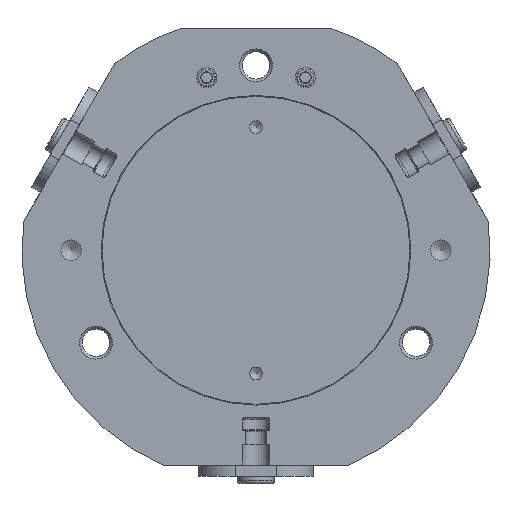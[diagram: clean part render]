
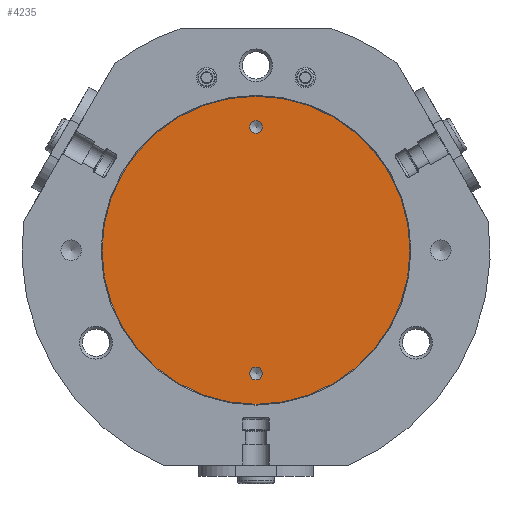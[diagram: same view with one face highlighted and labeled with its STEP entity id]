
A CAD part, front view. The second image highlights one B-rep face of the part: STEP entity #4235.
In plain terms, the highlighted planar face has unit normal (0, -1, 0).
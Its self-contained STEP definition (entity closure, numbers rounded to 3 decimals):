
#442=CIRCLE('',#4746,37.5);
#443=CIRCLE('',#4749,1.55);
#444=CIRCLE('',#4750,1.55);
#1177=ORIENTED_EDGE('',*,*,#1958,.F.);
#1178=ORIENTED_EDGE('',*,*,#1959,.F.);
#1179=ORIENTED_EDGE('',*,*,#1957,.T.);
#1957=EDGE_CURVE('',#2427,#2427,#442,.T.);
#1958=EDGE_CURVE('',#2428,#2428,#443,.T.);
#1959=EDGE_CURVE('',#2429,#2429,#444,.T.);
#2427=VERTEX_POINT('',#7134);
#2428=VERTEX_POINT('',#7138);
#2429=VERTEX_POINT('',#7140);
#3414=EDGE_LOOP('',(#1177));
#3415=EDGE_LOOP('',(#1178));
#3416=EDGE_LOOP('',(#1179));
#3809=FACE_BOUND('',#3414,.T.);
#3810=FACE_BOUND('',#3415,.T.);
#3811=FACE_BOUND('',#3416,.T.);
#4002=PLANE('',#4748);
#4235=ADVANCED_FACE('',(#3809,#3810,#3811),#4002,.F.);
#4746=AXIS2_PLACEMENT_3D('',#7133,#5783,#5784);
#4748=AXIS2_PLACEMENT_3D('',#7136,#5787,#5788);
#4749=AXIS2_PLACEMENT_3D('',#7137,#5789,#5790);
#4750=AXIS2_PLACEMENT_3D('',#7139,#5791,#5792);
#5783=DIRECTION('',(0.,-1.,0.));
#5784=DIRECTION('',(0.,0.,-1.));
#5787=DIRECTION('',(0.,1.,0.));
#5788=DIRECTION('',(0.,0.,1.));
#5789=DIRECTION('',(0.,-1.,0.));
#5790=DIRECTION('',(0.,0.,-1.));
#5791=DIRECTION('',(0.,-1.,0.));
#5792=DIRECTION('',(0.,0.,-1.));
#7133=CARTESIAN_POINT('',(0.,0.,0.));
#7134=CARTESIAN_POINT('',(0.,0.,-37.5));
#7136=CARTESIAN_POINT('',(0.,0.,0.));
#7137=CARTESIAN_POINT('',(0.,0.,30.));
#7138=CARTESIAN_POINT('',(0.,0.,28.45));
#7139=CARTESIAN_POINT('',(0.,0.,-30.));
#7140=CARTESIAN_POINT('',(0.,0.,-31.55));
